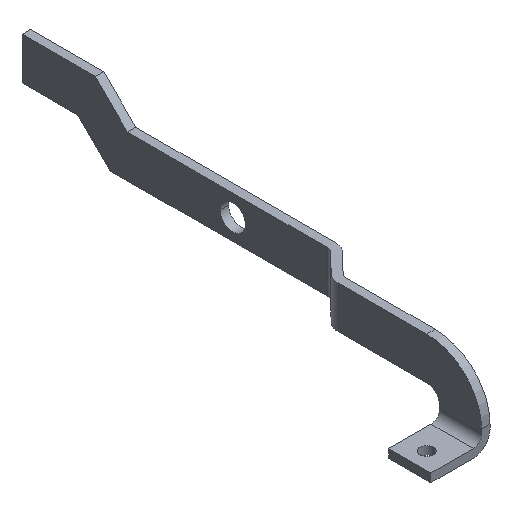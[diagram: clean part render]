
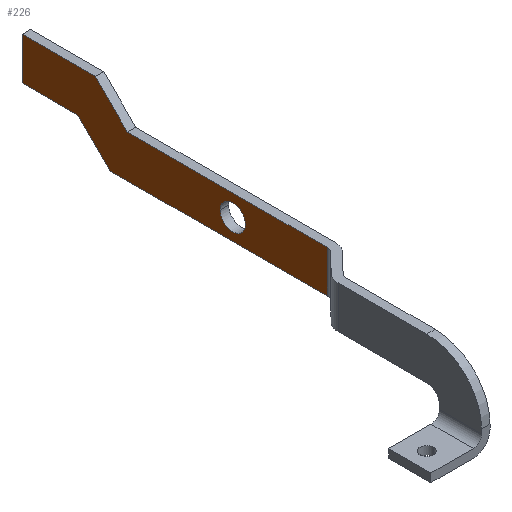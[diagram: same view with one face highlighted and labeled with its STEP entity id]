
A CAD part, isometric view. The second image highlights one B-rep face of the part: STEP entity #226.
In plain terms, the highlighted planar face has unit normal (-1, 0, 0).
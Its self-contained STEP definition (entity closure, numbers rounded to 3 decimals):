
#7 = EDGE_LOOP ( 'NONE', ( #595, #270 ) ) ;
#8 = CARTESIAN_POINT ( 'NONE',  ( -1., -23.187, 5. ) ) ;
#48 = ORIENTED_EDGE ( 'NONE', *, *, #389, .T. ) ;
#62 = VERTEX_POINT ( 'NONE', #651 ) ;
#68 = LINE ( 'NONE', #653, #681 ) ;
#79 = CIRCLE ( 'NONE', #679, 3. ) ;
#82 = DIRECTION ( 'NONE',  ( 0., 1., 0. ) ) ;
#132 = DIRECTION ( 'NONE',  ( 0., 0., 1. ) ) ;
#158 = VECTOR ( 'NONE', #163, 1000. ) ;
#161 = CARTESIAN_POINT ( 'NONE',  ( -1., -3., 0. ) ) ;
#163 = DIRECTION ( 'NONE',  ( 0., 0., -1. ) ) ;
#177 = CARTESIAN_POINT ( 'NONE',  ( -1., 36.75, 2.608 ) ) ;
#187 = VECTOR ( 'NONE', #259, 1000. ) ;
#196 = DIRECTION ( 'NONE',  ( 1., 0., 0. ) ) ;
#204 = CARTESIAN_POINT ( 'NONE',  ( -1., 29.142, -5. ) ) ;
#206 = VERTEX_POINT ( 'NONE', #161 ) ;
#218 = DIRECTION ( 'NONE',  ( 0., -1., 0. ) ) ;
#226 = ADVANCED_FACE ( 'NONE', ( #876, #832 ), #434, .F. ) ;
#250 = ORIENTED_EDGE ( 'NONE', *, *, #812, .T. ) ;
#254 = CARTESIAN_POINT ( 'NONE',  ( -1., 32.608, 12.608 ) ) ;
#259 = DIRECTION ( 'NONE',  ( 0., -1., 0. ) ) ;
#270 = ORIENTED_EDGE ( 'NONE', *, *, #296, .T. ) ;
#295 = LINE ( 'NONE', #458, #187 ) ;
#296 = EDGE_CURVE ( 'NONE', #206, #385, #79, .T. ) ;
#349 = DIRECTION ( 'NONE',  ( 1., 0., 0. ) ) ;
#362 = EDGE_CURVE ( 'NONE', #62, #463, #848, .T. ) ;
#364 = DIRECTION ( 'NONE',  ( 0., 1., 0. ) ) ;
#365 = DIRECTION ( 'NONE',  ( 1., 0., 0. ) ) ;
#385 = VERTEX_POINT ( 'NONE', #659 ) ;
#389 = EDGE_CURVE ( 'NONE', #677, #62, #68, .T. ) ;
#390 = CARTESIAN_POINT ( 'NONE',  ( -1., 50., 12.608 ) ) ;
#392 = DIRECTION ( 'NONE',  ( 0., 1., 0. ) ) ;
#412 = CARTESIAN_POINT ( 'NONE',  ( -1., 32.608, 12.608 ) ) ;
#426 = VECTOR ( 'NONE', #392, 1000. ) ;
#434 = PLANE ( 'NONE',  #564 ) ;
#441 = EDGE_CURVE ( 'NONE', #882, #925, #494, .T. ) ;
#458 = CARTESIAN_POINT ( 'NONE',  ( -1., -23.187, 2.608 ) ) ;
#463 = VERTEX_POINT ( 'NONE', #790 ) ;
#484 = LINE ( 'NONE', #254, #426 ) ;
#494 = LINE ( 'NONE', #960, #158 ) ;
#521 = VECTOR ( 'NONE', #629, 1000. ) ;
#557 = CARTESIAN_POINT ( 'NONE',  ( -1., -23.187, 5. ) ) ;
#564 = AXIS2_PLACEMENT_3D ( 'NONE', #8, #365, #82 ) ;
#575 = VERTEX_POINT ( 'NONE', #177 ) ;
#581 = LINE ( 'NONE', #634, #521 ) ;
#584 = CARTESIAN_POINT ( 'NONE',  ( -1., 50., 2.608 ) ) ;
#593 = EDGE_CURVE ( 'NONE', #385, #206, #930, .T. ) ;
#595 = ORIENTED_EDGE ( 'NONE', *, *, #593, .T. ) ;
#596 = ORIENTED_EDGE ( 'NONE', *, *, #887, .T. ) ;
#607 = LINE ( 'NONE', #557, #699 ) ;
#619 = DIRECTION ( 'NONE',  ( 0., -1., 0. ) ) ;
#629 = DIRECTION ( 'NONE',  ( 0., 0.707, 0.707 ) ) ;
#632 = ORIENTED_EDGE ( 'NONE', *, *, #441, .T. ) ;
#634 = CARTESIAN_POINT ( 'NONE',  ( -1., 15., -5. ) ) ;
#651 = CARTESIAN_POINT ( 'NONE',  ( -1., -22.374, -5. ) ) ;
#653 = CARTESIAN_POINT ( 'NONE',  ( -1., -23.187, -5. ) ) ;
#659 = CARTESIAN_POINT ( 'NONE',  ( -1., 3., 0. ) ) ;
#667 = VECTOR ( 'NONE', #805, 1000. ) ;
#677 = VERTEX_POINT ( 'NONE', #204 ) ;
#679 = AXIS2_PLACEMENT_3D ( 'NONE', #680, #196, #799 ) ;
#680 = CARTESIAN_POINT ( 'NONE',  ( -1., 0., 0. ) ) ;
#681 = VECTOR ( 'NONE', #218, 1000. ) ;
#693 = AXIS2_PLACEMENT_3D ( 'NONE', #766, #349, #364 ) ;
#699 = VECTOR ( 'NONE', #619, 1000. ) ;
#722 = CARTESIAN_POINT ( 'NONE',  ( -1., 7.978, -26.165 ) ) ;
#738 = LINE ( 'NONE', #722, #667 ) ;
#745 = EDGE_CURVE ( 'NONE', #575, #677, #738, .T. ) ;
#748 = CARTESIAN_POINT ( 'NONE',  ( -1., -22.374, 5. ) ) ;
#757 = EDGE_CURVE ( 'NONE', #955, #463, #607, .T. ) ;
#766 = CARTESIAN_POINT ( 'NONE',  ( -1., 0., 0. ) ) ;
#779 = EDGE_CURVE ( 'NONE', #955, #1020, #581, .T. ) ;
#780 = CARTESIAN_POINT ( 'NONE',  ( -1., 25., 5. ) ) ;
#790 = CARTESIAN_POINT ( 'NONE',  ( -1., -22.374, 5. ) ) ;
#799 = DIRECTION ( 'NONE',  ( 0., 1., 0. ) ) ;
#805 = DIRECTION ( 'NONE',  ( 0., -0.707, -0.707 ) ) ;
#812 = EDGE_CURVE ( 'NONE', #1020, #882, #484, .T. ) ;
#824 = ORIENTED_EDGE ( 'NONE', *, *, #757, .F. ) ;
#832 = FACE_OUTER_BOUND ( 'NONE', #900, .T. ) ;
#837 = ORIENTED_EDGE ( 'NONE', *, *, #745, .T. ) ;
#848 = LINE ( 'NONE', #748, #967 ) ;
#857 = ORIENTED_EDGE ( 'NONE', *, *, #779, .T. ) ;
#876 = FACE_BOUND ( 'NONE', #7, .T. ) ;
#882 = VERTEX_POINT ( 'NONE', #390 ) ;
#887 = EDGE_CURVE ( 'NONE', #925, #575, #295, .T. ) ;
#900 = EDGE_LOOP ( 'NONE', ( #48, #910, #824, #857, #250, #632, #596, #837 ) ) ;
#910 = ORIENTED_EDGE ( 'NONE', *, *, #362, .T. ) ;
#925 = VERTEX_POINT ( 'NONE', #584 ) ;
#930 = CIRCLE ( 'NONE', #693, 3. ) ;
#955 = VERTEX_POINT ( 'NONE', #780 ) ;
#960 = CARTESIAN_POINT ( 'NONE',  ( -1., 50., 5. ) ) ;
#967 = VECTOR ( 'NONE', #132, 1000. ) ;
#1020 = VERTEX_POINT ( 'NONE', #412 ) ;
